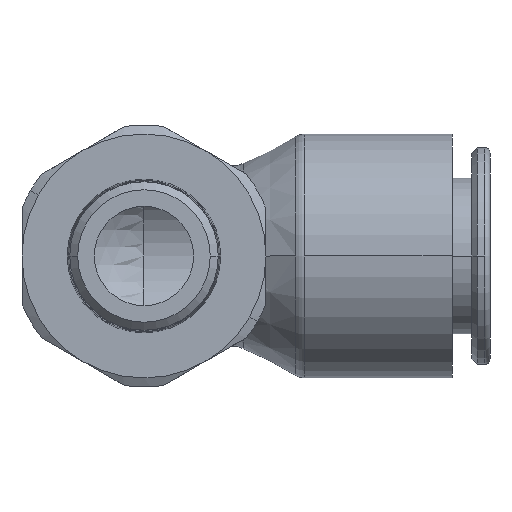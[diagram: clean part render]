
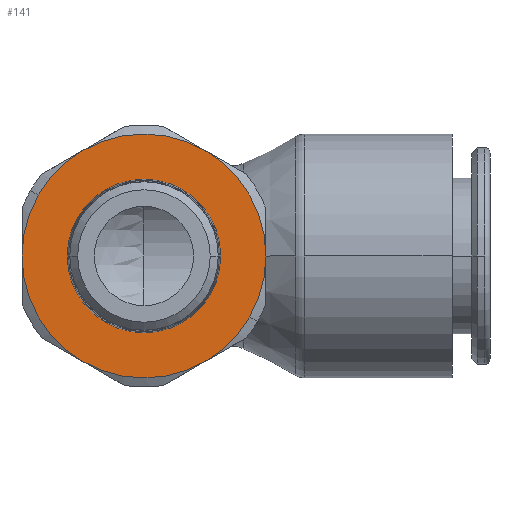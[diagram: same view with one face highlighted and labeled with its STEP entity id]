
A CAD part, front view. The second image highlights one B-rep face of the part: STEP entity #141.
In plain terms, the highlighted planar face has unit normal (0, -1, 0).
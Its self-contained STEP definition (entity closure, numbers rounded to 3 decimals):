
#141=ADVANCED_FACE('',(#354,#355),#356,.F.);
#354=FACE_BOUND('',#581,.T.);
#355=FACE_OUTER_BOUND('',#582,.T.);
#356=PLANE('',#583);
#581=EDGE_LOOP('',(#1347,#1348));
#582=EDGE_LOOP('',(#1349,#1350,#1351,#1352,#1353,#1354,#1355,#1356));
#583=AXIS2_PLACEMENT_3D('',#1357,#1358,#1359);
#1347=ORIENTED_EDGE('',*,*,#1549,.T.);
#1348=ORIENTED_EDGE('',*,*,#1671,.T.);
#1349=ORIENTED_EDGE('',*,*,#1538,.F.);
#1350=ORIENTED_EDGE('',*,*,#1678,.F.);
#1351=ORIENTED_EDGE('',*,*,#1682,.F.);
#1352=ORIENTED_EDGE('',*,*,#1534,.F.);
#1353=ORIENTED_EDGE('',*,*,#1687,.F.);
#1354=ORIENTED_EDGE('',*,*,#1691,.F.);
#1355=ORIENTED_EDGE('',*,*,#1695,.F.);
#1356=ORIENTED_EDGE('',*,*,#1674,.F.);
#1357=CARTESIAN_POINT('',(0.,0.0,0.));
#1358=DIRECTION('',(-0.0,1.0,0.0));
#1359=DIRECTION('',(0.5,0.0,0.866));
#1534=EDGE_CURVE('',#1855,#1857,#1858,.T.);
#1538=EDGE_CURVE('',#1862,#1860,#1864,.T.);
#1549=EDGE_CURVE('',#1879,#1883,#1885,.T.);
#1671=EDGE_CURVE('',#1883,#1879,#2083,.T.);
#1674=EDGE_CURVE('',#1860,#2086,#2087,.T.);
#1678=EDGE_CURVE('',#2092,#1862,#2094,.T.);
#1682=EDGE_CURVE('',#1857,#2092,#2100,.T.);
#1687=EDGE_CURVE('',#2106,#1855,#2108,.T.);
#1691=EDGE_CURVE('',#2113,#2106,#2115,.T.);
#1695=EDGE_CURVE('',#2086,#2113,#2121,.T.);
#1855=VERTEX_POINT('',#2469);
#1857=VERTEX_POINT('',#2472);
#1858=CIRCLE('',#2473,13.5);
#1860=VERTEX_POINT('',#2486);
#1862=VERTEX_POINT('',#2489);
#1864=CIRCLE('',#2502,13.5);
#1879=VERTEX_POINT('',#2521);
#1883=VERTEX_POINT('',#2526);
#1885=CIRCLE('',#2529,8.494);
#2083=CIRCLE('',#2866,8.494);
#2086=VERTEX_POINT('',#2869);
#2087=CIRCLE('',#2870,13.5);
#2092=VERTEX_POINT('',#2886);
#2094=CIRCLE('',#2899,13.5);
#2100=CIRCLE('',#2927,13.5);
#2106=VERTEX_POINT('',#2944);
#2108=CIRCLE('',#2957,13.5);
#2113=VERTEX_POINT('',#2973);
#2115=CIRCLE('',#2986,13.5);
#2121=CIRCLE('',#3014,13.5);
#2469=CARTESIAN_POINT('',(11.691,0.0,-6.75));
#2472=CARTESIAN_POINT('',(6.75,0.,-11.691));
#2473=AXIS2_PLACEMENT_3D('',#3336,#3337,#3338);
#2486=CARTESIAN_POINT('',(-11.691,0.0,6.75));
#2489=CARTESIAN_POINT('',(-13.5,0.0,0.));
#2502=AXIS2_PLACEMENT_3D('',#3340,#3341,#3342);
#2521=CARTESIAN_POINT('',(8.494,0.,0.0));
#2526=CARTESIAN_POINT('',(-8.494,0.0,0.));
#2529=AXIS2_PLACEMENT_3D('',#3361,#3362,#3363);
#2866=AXIS2_PLACEMENT_3D('',#3598,#3599,#3600);
#2869=CARTESIAN_POINT('',(-6.75,0.,11.691));
#2870=AXIS2_PLACEMENT_3D('',#3607,#3608,#3609);
#2886=CARTESIAN_POINT('',(-6.75,0.0,-11.691));
#2899=AXIS2_PLACEMENT_3D('',#3613,#3614,#3615);
#2927=AXIS2_PLACEMENT_3D('',#3619,#3620,#3621);
#2944=CARTESIAN_POINT('',(13.5,0.0,0.));
#2957=AXIS2_PLACEMENT_3D('',#3628,#3629,#3630);
#2973=CARTESIAN_POINT('',(6.75,0.0,11.691));
#2986=AXIS2_PLACEMENT_3D('',#3634,#3635,#3636);
#3014=AXIS2_PLACEMENT_3D('',#3640,#3641,#3642);
#3336=CARTESIAN_POINT('',(0.0,0.0,0.0));
#3337=DIRECTION('',(0.0,1.0,0.0));
#3338=DIRECTION('',(0.866,0.0,-0.5));
#3340=CARTESIAN_POINT('',(0.0,0.0,0.0));
#3341=DIRECTION('',(0.0,1.0,0.0));
#3342=DIRECTION('',(0.866,0.0,-0.5));
#3361=CARTESIAN_POINT('',(0.0,0.0,0.0));
#3362=DIRECTION('',(-0.0,1.0,0.0));
#3363=DIRECTION('',(1.0,0.0,0.0));
#3598=CARTESIAN_POINT('',(0.0,0.0,0.0));
#3599=DIRECTION('',(-0.0,1.0,0.0));
#3600=DIRECTION('',(1.0,0.0,0.0));
#3607=CARTESIAN_POINT('',(0.0,0.0,0.0));
#3608=DIRECTION('',(0.0,1.0,0.0));
#3609=DIRECTION('',(0.866,0.0,-0.5));
#3613=CARTESIAN_POINT('',(0.0,0.0,0.0));
#3614=DIRECTION('',(0.0,1.0,0.0));
#3615=DIRECTION('',(0.866,0.0,-0.5));
#3619=CARTESIAN_POINT('',(0.0,0.0,0.0));
#3620=DIRECTION('',(0.0,1.0,0.0));
#3621=DIRECTION('',(0.866,0.0,-0.5));
#3628=CARTESIAN_POINT('',(0.0,0.0,0.0));
#3629=DIRECTION('',(0.0,1.0,0.0));
#3630=DIRECTION('',(0.866,0.0,-0.5));
#3634=CARTESIAN_POINT('',(0.0,0.0,0.0));
#3635=DIRECTION('',(0.0,1.0,0.0));
#3636=DIRECTION('',(0.866,0.0,-0.5));
#3640=CARTESIAN_POINT('',(0.0,0.0,0.0));
#3641=DIRECTION('',(0.0,1.0,0.0));
#3642=DIRECTION('',(0.866,0.0,-0.5));
